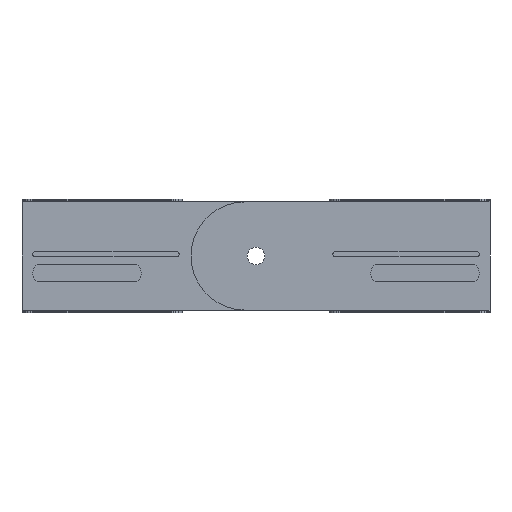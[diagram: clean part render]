
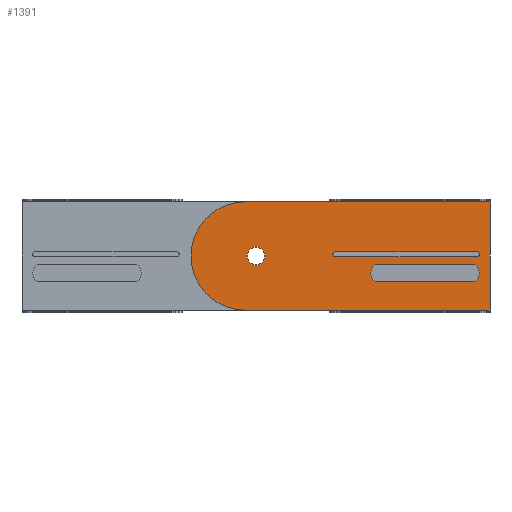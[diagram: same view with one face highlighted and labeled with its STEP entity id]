
A CAD part, front view. The second image highlights one B-rep face of the part: STEP entity #1391.
In plain terms, the highlighted planar face has unit normal (0, -1, 0).
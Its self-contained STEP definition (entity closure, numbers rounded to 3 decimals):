
#72=FACE_BOUND('',#212,.T.);
#92=PLANE('',#1480);
#144=FACE_OUTER_BOUND('',#211,.T.);
#211=EDGE_LOOP('',(#1105,#1106,#1107,#1108,#1109,#1110));
#212=EDGE_LOOP('',(#1111));
#280=LINE('',#2076,#416);
#288=LINE('',#2098,#424);
#289=LINE('',#2100,#425);
#293=LINE('',#2107,#429);
#297=LINE('',#2119,#433);
#416=VECTOR('',#1640,1.);
#424=VECTOR('',#1662,1.);
#425=VECTOR('',#1665,1.);
#429=VECTOR('',#1671,1.);
#433=VECTOR('',#1683,1.);
#538=CIRCLE('',#1441,25.);
#540=CIRCLE('',#1444,4.);
#613=VERTEX_POINT('',#2024);
#614=VERTEX_POINT('',#2025);
#617=VERTEX_POINT('',#2033);
#627=VERTEX_POINT('',#2058);
#632=VERTEX_POINT('',#2074);
#633=VERTEX_POINT('',#2075);
#641=VERTEX_POINT('',#2103);
#786=EDGE_CURVE('',#613,#614,#538,.T.);
#790=EDGE_CURVE('',#617,#617,#540,.T.);
#810=EDGE_CURVE('',#632,#633,#280,.F.);
#822=EDGE_CURVE('',#627,#632,#288,.T.);
#823=EDGE_CURVE('',#614,#627,#289,.T.);
#827=EDGE_CURVE('',#613,#641,#293,.T.);
#833=EDGE_CURVE('',#641,#633,#297,.F.);
#1105=ORIENTED_EDGE('',*,*,#810,.T.);
#1106=ORIENTED_EDGE('',*,*,#833,.F.);
#1107=ORIENTED_EDGE('',*,*,#827,.F.);
#1108=ORIENTED_EDGE('',*,*,#786,.T.);
#1109=ORIENTED_EDGE('',*,*,#823,.T.);
#1110=ORIENTED_EDGE('',*,*,#822,.T.);
#1111=ORIENTED_EDGE('',*,*,#790,.F.);
#1391=ADVANCED_FACE('',(#144,#72),#92,.T.);
#1441=AXIS2_PLACEMENT_3D('',#2026,#1592,#1593);
#1444=AXIS2_PLACEMENT_3D('',#2034,#1600,#1601);
#1480=AXIS2_PLACEMENT_3D('',#2141,#1709,#1710);
#1592=DIRECTION('center_axis',(0.,-1.,0.));
#1593=DIRECTION('ref_axis',(0.,0.,1.));
#1600=DIRECTION('center_axis',(0.,-1.,0.));
#1601=DIRECTION('ref_axis',(0.707,0.,0.707));
#1640=DIRECTION('',(0.,0.,-1.));
#1662=DIRECTION('',(1.,0.,0.));
#1665=DIRECTION('',(1.,0.,0.));
#1671=DIRECTION('',(1.,0.,0.));
#1683=DIRECTION('',(-1.,0.,0.));
#1709=DIRECTION('center_axis',(0.,-1.,0.));
#1710=DIRECTION('ref_axis',(0.,0.,-1.));
#2024=CARTESIAN_POINT('',(135.185,53.134,25.));
#2025=CARTESIAN_POINT('',(135.185,53.134,-25.));
#2026=CARTESIAN_POINT('Origin',(135.185,53.134,0.));
#2033=CARTESIAN_POINT('',(137.356,53.134,-2.828));
#2034=CARTESIAN_POINT('Origin',(140.185,53.134,0.));
#2058=CARTESIAN_POINT('',(174.185,53.134,-25.));
#2074=CARTESIAN_POINT('',(248.185,53.134,-25.));
#2075=CARTESIAN_POINT('',(248.185,53.134,25.));
#2076=CARTESIAN_POINT('',(248.185,53.134,0.));
#2098=CARTESIAN_POINT('',(211.185,53.134,-25.));
#2100=CARTESIAN_POINT('',(154.685,53.134,-25.));
#2103=CARTESIAN_POINT('',(174.185,53.134,25.));
#2107=CARTESIAN_POINT('',(154.685,53.134,25.));
#2119=CARTESIAN_POINT('',(211.185,53.134,25.));
#2141=CARTESIAN_POINT('Origin',(179.185,53.134,25.));
